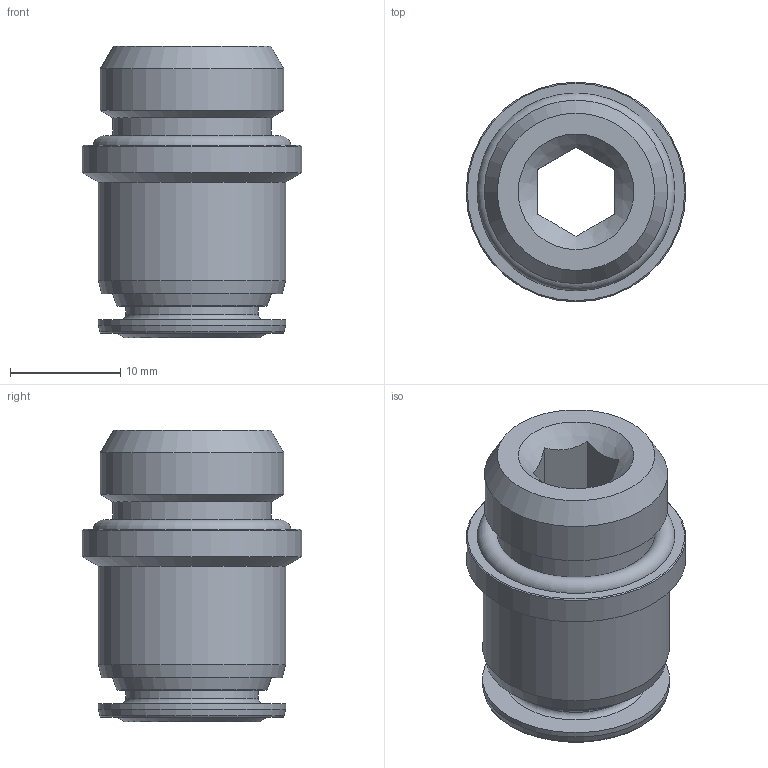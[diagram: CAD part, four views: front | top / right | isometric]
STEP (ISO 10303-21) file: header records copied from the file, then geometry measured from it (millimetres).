
FILE_DESCRIPTION(/* description */ ('STEP AP214'),/* implementation_level */ '2;1');
FILE_NAME(/* name */ '8085667_NPQR-DK-G38-Q10',/* time_stamp */ '2024-09-13T08:30:08+02:00',/* author */ ('License CC BY-ND 4.0'),/* organization */ ('CADENAS'),/* preprocessor_version */ 'ST-DEVELOPER v19.3',/* originating_system */ 'PARTsolutions',/* authorisation */ ' ');
FILE_SCHEMA (('AUTOMOTIVE_DESIGN {1 0 10303 214 3 1 1}'));
Length unit declared in the file: millimetre
Products named in the file (1): 8085667 NPQR-DK-G38-Q10---(high)
Bounding box: 19.95 x 19.95 x 26.5 mm (x, y, z)
Volume: 3900.3 mm3; surface area: 2846.5 mm2
Topology: 1 solids, 1 shells, 35 faces, 68 edges, 41 vertices
Faces by surface type: plane 14, cone 10, cylinder 7, torus 4
Full cylindrical faces by diameter (mm): 10 x1, 12 x1, 14.4 x1, 16.662 x1, 17 x2, 19.95 x1
Entity records: 1061 total; most frequent: CARTESIAN_POINT 150, DIRECTION 140, ORIENTED_EDGE 92, EDGE_LOOP 64, FACE_BOUND 64, AXIS2_PLACEMENT_3D 64, EDGE_CURVE 46, VERTEX_POINT 40
